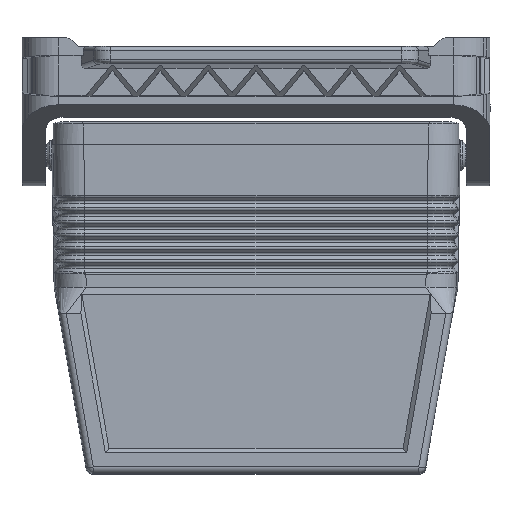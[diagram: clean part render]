
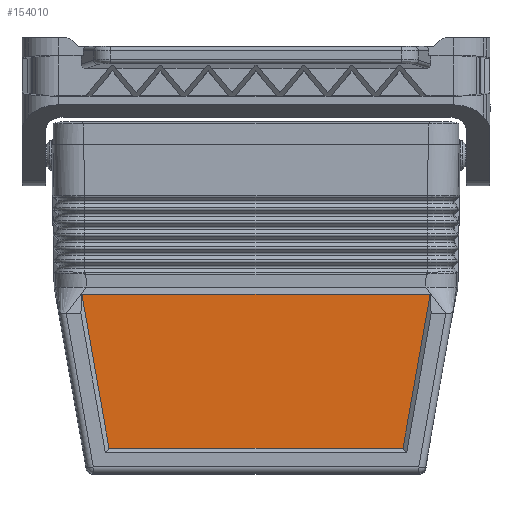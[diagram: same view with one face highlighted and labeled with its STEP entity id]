
A CAD part, front view. The second image highlights one B-rep face of the part: STEP entity #154010.
In plain terms, the highlighted face is planar.
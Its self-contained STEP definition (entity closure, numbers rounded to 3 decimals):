
#148170=CARTESIAN_POINT('',(417.083,-22.843,
34.87));
#148180=VERTEX_POINT('',#148170);
#148210=CARTESIAN_POINT('',(417.083,44.373,
34.87));
#148220=DIRECTION('',(0.,1.,0.));
#148230=VECTOR('',#148220,1.);
#148240=LINE('',#148210,#148230);
#148250=CARTESIAN_POINT('',(417.083,57.156,
34.87));
#148260=VERTEX_POINT('',#148250);
#148270=EDGE_CURVE('',#148180,#148260,#148240,.T.);
#153710=CARTESIAN_POINT('',(417.083,-12.317,
48.893));
#153720=DIRECTION('',(1.,0.,0.));
#153730=DIRECTION('',(0.,1.,0.));
#153740=AXIS2_PLACEMENT_3D('',#153710,#153720,#153730);
#153750=PLANE('',#153740);
#153760=CARTESIAN_POINT('',(417.083,-26.831,
12.233));
#153770=DIRECTION('',(0.,-0.174,
-0.985));
#153780=VECTOR('',#153770,1.);
#153790=LINE('',#153760,#153780);
#153800=CARTESIAN_POINT('',(417.083,-16.613,
70.233));
#153810=VERTEX_POINT('',#153800);
#153820=EDGE_CURVE('',#153810,#148180,#153790,.T.);
#153830=ORIENTED_EDGE('',*,*,#153820,.T.);
#153840=CARTESIAN_POINT('',(417.083,44.373,
70.233));
#153850=DIRECTION('',(0.,-1.,0.));
#153860=VECTOR('',#153850,1.);
#153870=LINE('',#153840,#153860);
#153880=CARTESIAN_POINT('',(417.083,50.926,
70.233));
#153890=VERTEX_POINT('',#153880);
#153900=EDGE_CURVE('',#153890,#153810,#153870,.T.);
#153910=ORIENTED_EDGE('',*,*,#153900,.T.);
#153920=CARTESIAN_POINT('',(417.083,61.144,
12.233));
#153930=DIRECTION('',(0.,0.174,
-0.985));
#153940=VECTOR('',#153930,1.);
#153950=LINE('',#153920,#153940);
#153960=EDGE_CURVE('',#153890,#148260,#153950,.T.);
#153970=ORIENTED_EDGE('',*,*,#153960,.F.);
#153980=ORIENTED_EDGE('',*,*,#148270,.T.);
#153990=EDGE_LOOP('',(#153980,#153970,#153910,#153830));
#154000=FACE_OUTER_BOUND('',#153990,.T.);
#154010=ADVANCED_FACE('',(#154000),#153750,.T.);
